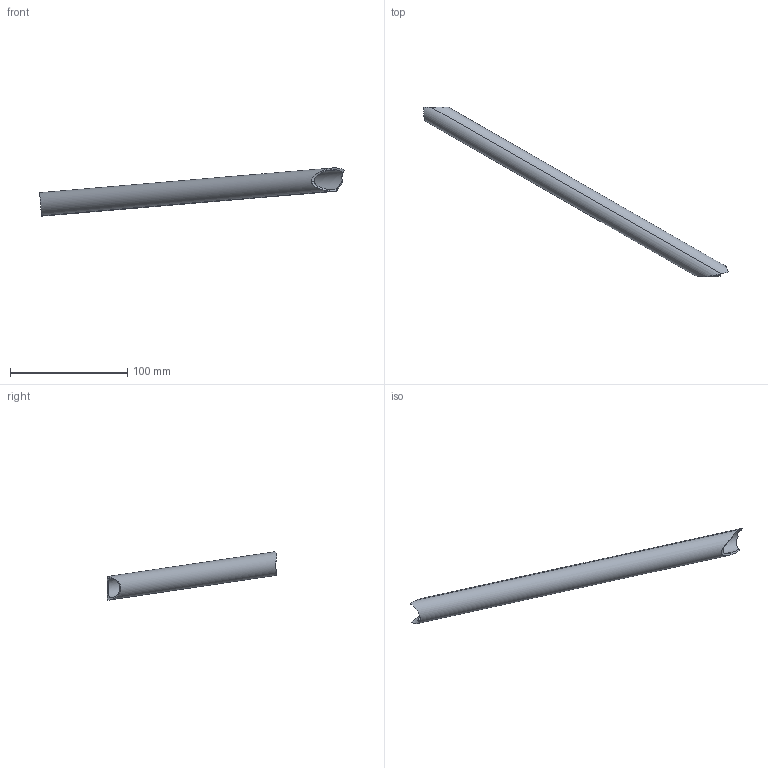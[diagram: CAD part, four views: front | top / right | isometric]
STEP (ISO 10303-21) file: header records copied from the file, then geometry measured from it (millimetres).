
FILE_DESCRIPTION(('STEP AP214'),'1');
FILE_NAME('107.stp','2018-12-06T12:36:02',(' '),(' '),'Spatial InterOp 3D',' ',' ');
FILE_SCHEMA(('automotive_design'));
Length unit declared in the file: metre
Products named in the file (1): Corps1
Bounding box: 259.48 x 144.46 x 41.11 mm (x, y, z)
Volume: 24126.9 mm3; surface area: 32487.2 mm2
Topology: 1 solids, 1 shells, 13 faces, 45 edges, 32 vertices
Faces by surface type: cylinder 13
Entity records: 926 total; most frequent: CARTESIAN_POINT 429, ORIENTED_EDGE 90, DIRECTION 64, EDGE_CURVE 45, VERTEX_POINT 32, AXIS2_PLACEMENT_3D 28, B_SPLINE_CURVE_WITH_KNOTS 23, STYLED_ITEM 14
